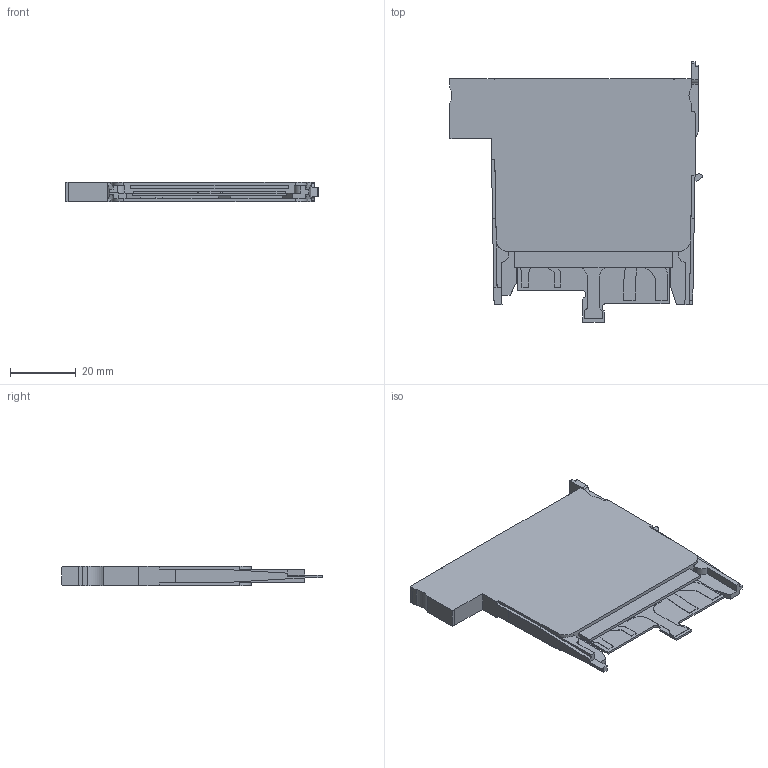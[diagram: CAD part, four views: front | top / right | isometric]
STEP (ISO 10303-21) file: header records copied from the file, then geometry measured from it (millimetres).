
FILE_DESCRIPTION((''),'2;1');
FILE_NAME('DM_CAD-2551','2017-03-07T',('creinig-se'),(''),'PRO/ENGINEER BY PARAMETRIC TECHNOLOGY CORPORATION, 2015440','PRO/ENGINEER BY PARAMETRIC TECHNOLOGY CORPORATION, 2015440','');
FILE_SCHEMA(('CONFIG_CONTROL_DESIGN'));
Length unit declared in the file: millimetre
Products named in the file (1): DM_CAD-2551
Bounding box: 76.92 x 79.15 x 6 mm (x, y, z)
Volume: 21870.6 mm3; surface area: 11587.8 mm2
Topology: 1 solids, 1 shells, 237 faces, 709 edges, 476 vertices
Faces by surface type: plane 188, cylinder 48, extrusion 1
Entity records: 10231 total; most frequent: CARTESIAN_POINT 1596, ORIENTED_EDGE 1418, DIRECTION 1230, PRESENTATION_STYLE_ASSIGNMENT 712, STYLED_ITEM 712, CURVE_STYLE 710, EDGE_CURVE 709, VECTOR 592
